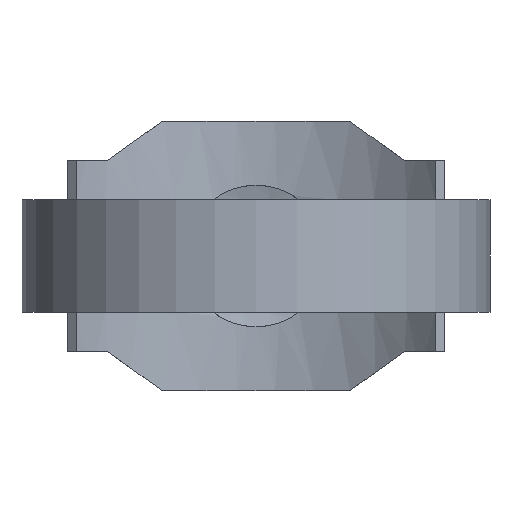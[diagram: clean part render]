
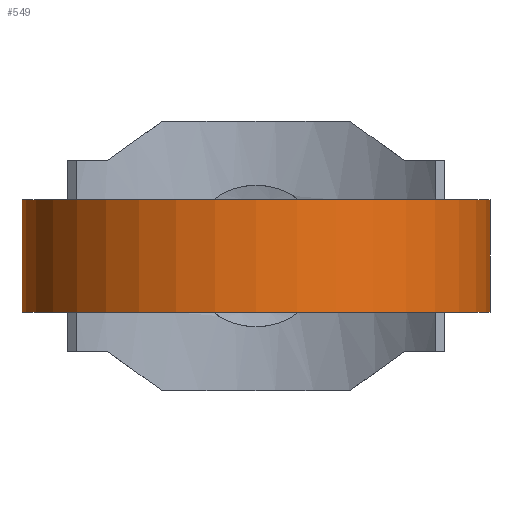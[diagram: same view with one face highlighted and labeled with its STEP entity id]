
A CAD part, front view. The second image highlights one B-rep face of the part: STEP entity #549.
In plain terms, the highlighted cylindrical face has radius 125 mm (diameter 250 mm), a partial arc.
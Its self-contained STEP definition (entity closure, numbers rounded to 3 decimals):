
#227 = EDGE_CURVE( '', #455, #243, #599, .T. );
#243 = VERTEX_POINT( '', #617 );
#455 = VERTEX_POINT( '', #858 );
#459 = EDGE_CURVE( '', #519, #551, #862, .T. );
#511 = EDGE_CURVE( '', #243, #551, #917, .T. );
#515 = EDGE_CURVE( '', #519, #455, #921, .T. );
#519 = VERTEX_POINT( '', #925 );
#549 = ADVANCED_FACE( '', ( #957 ), #958, .T. );
#551 = VERTEX_POINT( '', #960 );
#599 = CIRCLE( '', #1069, 125. );
#617 = CARTESIAN_POINT( '', ( 125., 0., 30. ) );
#858 = CARTESIAN_POINT( '', ( -125., 0., 30. ) );
#862 = CIRCLE( '', #1563, 125. );
#917 = LINE( '', #1702, #1703 );
#921 = LINE( '', #1708, #1709 );
#925 = CARTESIAN_POINT( '', ( -125., 0., -30. ) );
#957 = FACE_OUTER_BOUND( '', #1762, .T. );
#958 = CYLINDRICAL_SURFACE( '', #1763, 125. );
#960 = CARTESIAN_POINT( '', ( 125., 0., -30. ) );
#1069 = AXIS2_PLACEMENT_3D( '', #1795, #1796, #1797 );
#1563 = AXIS2_PLACEMENT_3D( '', #2132, #2133, #2134 );
#1702 = CARTESIAN_POINT( '', ( 125., 0., 30. ) );
#1703 = VECTOR( '', #2185, 1. );
#1708 = CARTESIAN_POINT( '', ( -125., 0., 30. ) );
#1709 = VECTOR( '', #2186, 1. );
#1762 = EDGE_LOOP( '', ( #2230, #2231, #2232, #2233 ) );
#1763 = AXIS2_PLACEMENT_3D( '', #2234, #2235, #2236 );
#1795 = CARTESIAN_POINT( '', ( 0., 0., 30. ) );
#1796 = DIRECTION( '', ( 0., 0., 1. ) );
#1797 = DIRECTION( '', ( 1., 0., 0. ) );
#2132 = CARTESIAN_POINT( '', ( 0., 0., -30. ) );
#2133 = DIRECTION( '', ( 0., 0., 1. ) );
#2134 = DIRECTION( '', ( 1., 0., 0. ) );
#2185 = DIRECTION( '', ( 0., 0., -1. ) );
#2186 = DIRECTION( '', ( 0., 0., 1. ) );
#2230 = ORIENTED_EDGE( '', *, *, #511, .F. );
#2231 = ORIENTED_EDGE( '', *, *, #227, .F. );
#2232 = ORIENTED_EDGE( '', *, *, #515, .F. );
#2233 = ORIENTED_EDGE( '', *, *, #459, .T. );
#2234 = CARTESIAN_POINT( '', ( 0., 0., 30. ) );
#2235 = DIRECTION( '', ( 0., 0., 1. ) );
#2236 = DIRECTION( '', ( 1., 0., 0. ) );
